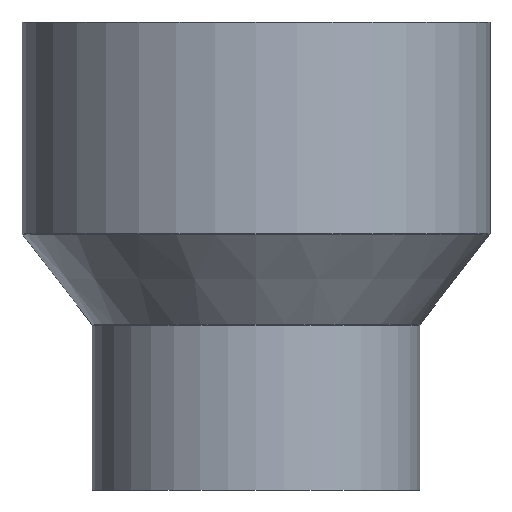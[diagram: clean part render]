
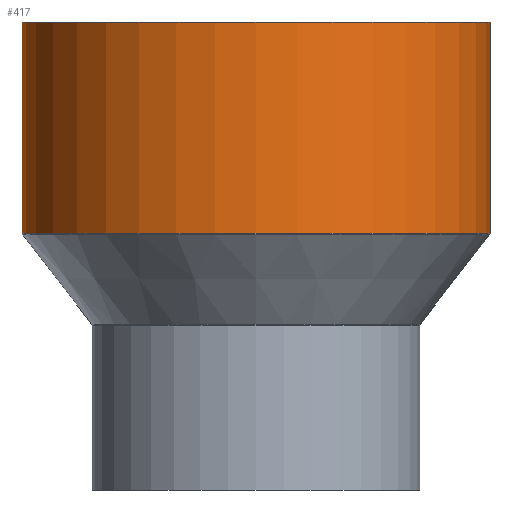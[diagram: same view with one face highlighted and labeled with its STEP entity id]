
A CAD part, front view. The second image highlights one B-rep face of the part: STEP entity #417.
In plain terms, the highlighted cylindrical face has radius 225 mm (diameter 450 mm), a partial arc.
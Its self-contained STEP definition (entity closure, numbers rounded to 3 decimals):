
#14 = DIRECTION ( 'NONE',  ( -1., 0., 0. ) ) ;
#18 = CARTESIAN_POINT ( 'NONE',  ( 0., 0., 239.573 ) ) ;
#45 = ORIENTED_EDGE ( 'NONE', *, *, #342, .F. ) ;
#46 = FACE_OUTER_BOUND ( 'NONE', #602, .T. ) ;
#67 = DIRECTION ( 'NONE',  ( -1., 0., 0. ) ) ;
#114 = EDGE_CURVE ( 'NONE', #490, #144, #610, .T. ) ;
#116 = DIRECTION ( 'NONE',  ( 0., 0., -1. ) ) ;
#144 = VERTEX_POINT ( 'NONE', #203 ) ;
#150 = CARTESIAN_POINT ( 'NONE',  ( 225., 0., -16.533 ) ) ;
#203 = CARTESIAN_POINT ( 'NONE',  ( -225., 0., 36.258 ) ) ;
#214 = DIRECTION ( 'NONE',  ( -1., 0., 0. ) ) ;
#217 = DIRECTION ( 'NONE',  ( 0., 0., -1. ) ) ;
#232 = EDGE_CURVE ( 'NONE', #412, #341, #261, .T. ) ;
#261 = CIRCLE ( 'NONE', #414, 225. ) ;
#298 = CARTESIAN_POINT ( 'NONE',  ( 0., 0., -16.533 ) ) ;
#323 = VECTOR ( 'NONE', #217, 1000. ) ;
#341 = VERTEX_POINT ( 'NONE', #509 ) ;
#342 = EDGE_CURVE ( 'NONE', #412, #490, #622, .T. ) ;
#369 = DIRECTION ( 'NONE',  ( 0., 0., -1. ) ) ;
#402 = CARTESIAN_POINT ( 'NONE',  ( 225., 0., 36.258 ) ) ;
#412 = VERTEX_POINT ( 'NONE', #452 ) ;
#414 = AXIS2_PLACEMENT_3D ( 'NONE', #18, #116, #14 ) ;
#417 = ADVANCED_FACE ( 'NONE', ( #46 ), #466, .T. ) ;
#419 = ORIENTED_EDGE ( 'NONE', *, *, #565, .T. ) ;
#420 = LINE ( 'NONE', #471, #323 ) ;
#451 = ORIENTED_EDGE ( 'NONE', *, *, #114, .F. ) ;
#452 = CARTESIAN_POINT ( 'NONE',  ( 225., 0., 239.573 ) ) ;
#466 = CYLINDRICAL_SURFACE ( 'NONE', #618, 225. ) ;
#471 = CARTESIAN_POINT ( 'NONE',  ( -225., 0., -16.533 ) ) ;
#476 = CARTESIAN_POINT ( 'NONE',  ( 0., 0., 36.258 ) ) ;
#478 = DIRECTION ( 'NONE',  ( 0., 0., -1. ) ) ;
#490 = VERTEX_POINT ( 'NONE', #402 ) ;
#509 = CARTESIAN_POINT ( 'NONE',  ( -225., 0., 239.573 ) ) ;
#560 = AXIS2_PLACEMENT_3D ( 'NONE', #476, #369, #67 ) ;
#565 = EDGE_CURVE ( 'NONE', #341, #144, #420, .T. ) ;
#587 = ORIENTED_EDGE ( 'NONE', *, *, #232, .T. ) ;
#596 = VECTOR ( 'NONE', #478, 1000. ) ;
#602 = EDGE_LOOP ( 'NONE', ( #45, #587, #419, #451 ) ) ;
#608 = DIRECTION ( 'NONE',  ( 0., 0., -1. ) ) ;
#610 = CIRCLE ( 'NONE', #560, 225. ) ;
#618 = AXIS2_PLACEMENT_3D ( 'NONE', #298, #608, #214 ) ;
#622 = LINE ( 'NONE', #150, #596 ) ;
